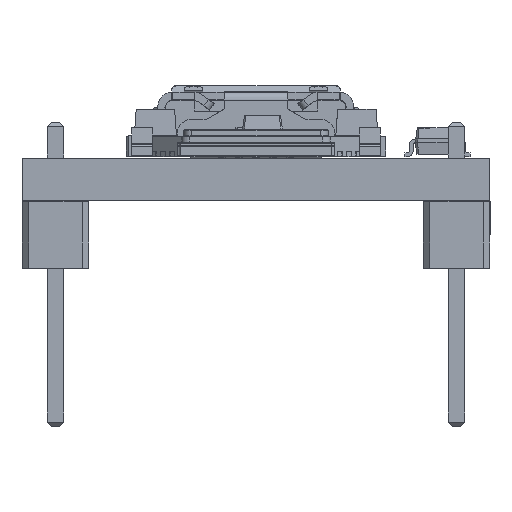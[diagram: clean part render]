
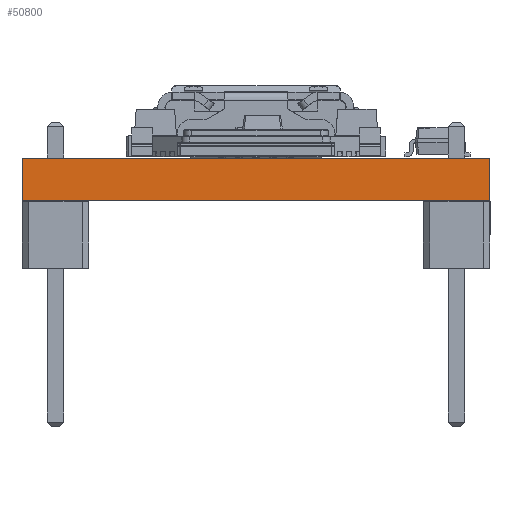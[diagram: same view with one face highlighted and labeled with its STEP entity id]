
A CAD part, front view. The second image highlights one B-rep face of the part: STEP entity #50800.
In plain terms, the highlighted planar face has unit normal (0, -1, 0).
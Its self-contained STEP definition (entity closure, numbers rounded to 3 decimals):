
#50800 = ADVANCED_FACE('',(#50801),#50835,.T.);
#50801 = FACE_BOUND('',#50802,.T.);
#50802 = EDGE_LOOP('',(#50803,#50813,#50821,#50829));
#50803 = ORIENTED_EDGE('',*,*,#50804,.T.);
#50804 = EDGE_CURVE('',#50805,#50807,#50809,.T.);
#50805 = VERTEX_POINT('',#50806);
#50806 = CARTESIAN_POINT('',(8.89,-16.51,0.));
#50807 = VERTEX_POINT('',#50808);
#50808 = CARTESIAN_POINT('',(8.89,-16.51,1.6));
#50809 = LINE('',#50810,#50811);
#50810 = CARTESIAN_POINT('',(8.89,-16.51,0.));
#50811 = VECTOR('',#50812,1.);
#50812 = DIRECTION('',(0.,0.,1.));
#50813 = ORIENTED_EDGE('',*,*,#50814,.T.);
#50814 = EDGE_CURVE('',#50807,#50815,#50817,.T.);
#50815 = VERTEX_POINT('',#50816);
#50816 = CARTESIAN_POINT('',(-8.89,-16.51,1.6));
#50817 = LINE('',#50818,#50819);
#50818 = CARTESIAN_POINT('',(8.89,-16.51,1.6));
#50819 = VECTOR('',#50820,1.);
#50820 = DIRECTION('',(-1.,0.,0.));
#50821 = ORIENTED_EDGE('',*,*,#50822,.F.);
#50822 = EDGE_CURVE('',#50823,#50815,#50825,.T.);
#50823 = VERTEX_POINT('',#50824);
#50824 = CARTESIAN_POINT('',(-8.89,-16.51,0.));
#50825 = LINE('',#50826,#50827);
#50826 = CARTESIAN_POINT('',(-8.89,-16.51,0.));
#50827 = VECTOR('',#50828,1.);
#50828 = DIRECTION('',(0.,0.,1.));
#50829 = ORIENTED_EDGE('',*,*,#50830,.F.);
#50830 = EDGE_CURVE('',#50805,#50823,#50831,.T.);
#50831 = LINE('',#50832,#50833);
#50832 = CARTESIAN_POINT('',(8.89,-16.51,0.));
#50833 = VECTOR('',#50834,1.);
#50834 = DIRECTION('',(-1.,0.,0.));
#50835 = PLANE('',#50836);
#50836 = AXIS2_PLACEMENT_3D('',#50837,#50838,#50839);
#50837 = CARTESIAN_POINT('',(8.89,-16.51,0.));
#50838 = DIRECTION('',(0.,-1.,0.));
#50839 = DIRECTION('',(-1.,0.,0.));
